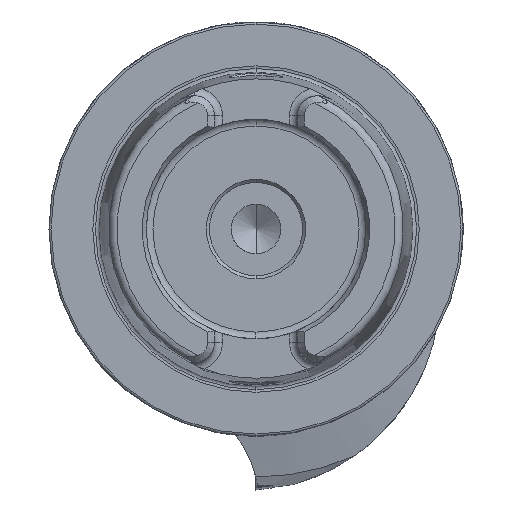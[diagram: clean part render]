
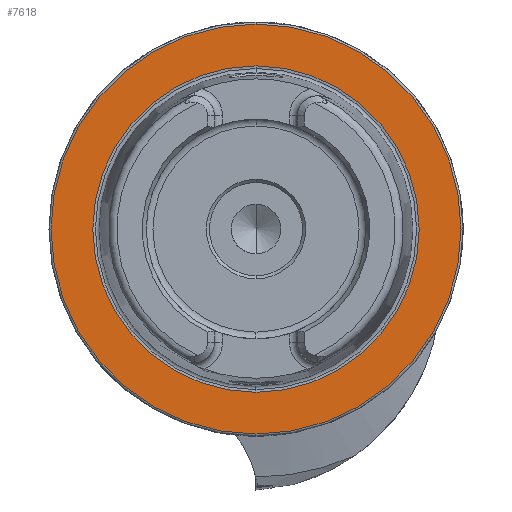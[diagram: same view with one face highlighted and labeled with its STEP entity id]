
A CAD part, left-side view. The second image highlights one B-rep face of the part: STEP entity #7618.
In plain terms, the highlighted planar face has unit normal (-1, 0, 0).
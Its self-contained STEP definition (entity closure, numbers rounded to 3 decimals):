
#40 = CARTESIAN_POINT ( 'NONE',  ( 0., 0., 49.5 ) ) ;
#102 = CARTESIAN_POINT ( 'NONE',  ( 0., 0., -39.405 ) ) ;
#154 = CARTESIAN_POINT ( 'NONE',  ( 0., 0., 39.405 ) ) ;
#158 = CARTESIAN_POINT ( 'NONE',  ( 0., 0., -49.5 ) ) ;
#211 = CARTESIAN_POINT ( 'NONE',  ( 0., 0., 0. ) ) ;
#212 = DIRECTION ( 'NONE',  ( -1., 0., 0. ) ) ;
#213 = DIRECTION ( 'NONE',  ( 0., 0., 1. ) ) ;
#1593 = CIRCLE ( 'NONE', #11296, 39.405 ) ;
#1688 = VERTEX_POINT ( 'NONE', #40 ) ;
#1798 = VERTEX_POINT ( 'NONE', #102 ) ;
#1859 = VERTEX_POINT ( 'NONE', #154 ) ;
#1864 = VERTEX_POINT ( 'NONE', #158 ) ;
#2580 = CIRCLE ( 'NONE', #7772, 49.5 ) ;
#3061 = EDGE_LOOP ( 'NONE', ( #6177, #6243 ) ) ;
#3223 = EDGE_CURVE ( 'NONE', #1798, #1859, #1593, .T. ) ;
#6158 = ORIENTED_EDGE ( 'NONE', *, *, #10726, .T. ) ;
#6177 = ORIENTED_EDGE ( 'NONE', *, *, #10495, .F. ) ;
#6182 = ORIENTED_EDGE ( 'NONE', *, *, #10496, .T. ) ;
#6243 = ORIENTED_EDGE ( 'NONE', *, *, #3223, .F. ) ;
#6317 = EDGE_LOOP ( 'NONE', ( #6158, #6182 ) ) ;
#7211 = AXIS2_PLACEMENT_3D ( 'NONE', #10139, #10141, #10142 ) ;
#7280 = AXIS2_PLACEMENT_3D ( 'NONE', #8796, #8797, #8798 ) ;
#7281 = AXIS2_PLACEMENT_3D ( 'NONE', #8799, #8800, #8801 ) ;
#7618 = ADVANCED_FACE ( 'NONE', ( #10949, #10948 ), #10137, .F. ) ;
#7772 = AXIS2_PLACEMENT_3D ( 'NONE', #9125, #9126, #9127 ) ;
#8796 = CARTESIAN_POINT ( 'NONE',  ( 0., 0., 0. ) ) ;
#8797 = DIRECTION ( 'NONE',  ( -1., 0., 0. ) ) ;
#8798 = DIRECTION ( 'NONE',  ( 0., 0., 1. ) ) ;
#8799 = CARTESIAN_POINT ( 'NONE',  ( 0., 0., 0. ) ) ;
#8800 = DIRECTION ( 'NONE',  ( -1., 0., 0. ) ) ;
#8801 = DIRECTION ( 'NONE',  ( 0., 0., 1. ) ) ;
#9125 = CARTESIAN_POINT ( 'NONE',  ( 0., 0., 0. ) ) ;
#9126 = DIRECTION ( 'NONE',  ( -1., 0., 0. ) ) ;
#9127 = DIRECTION ( 'NONE',  ( 0., 0., 1. ) ) ;
#10137 = PLANE ( 'NONE',  #7211 ) ;
#10139 = CARTESIAN_POINT ( 'NONE',  ( 0., 49.5, 0. ) ) ;
#10141 = DIRECTION ( 'NONE',  ( 1., 0., 0. ) ) ;
#10142 = DIRECTION ( 'NONE',  ( 0., 0., -1. ) ) ;
#10495 = EDGE_CURVE ( 'NONE', #1859, #1798, #11062, .T. ) ;
#10496 = EDGE_CURVE ( 'NONE', #1864, #1688, #11094, .T. ) ;
#10726 = EDGE_CURVE ( 'NONE', #1688, #1864, #2580, .T. ) ;
#10948 = FACE_OUTER_BOUND ( 'NONE', #6317, .T. ) ;
#10949 = FACE_BOUND ( 'NONE', #3061, .T. ) ;
#11062 = CIRCLE ( 'NONE', #7280, 39.405 ) ;
#11094 = CIRCLE ( 'NONE', #7281, 49.5 ) ;
#11296 = AXIS2_PLACEMENT_3D ( 'NONE', #211, #212, #213 ) ;
